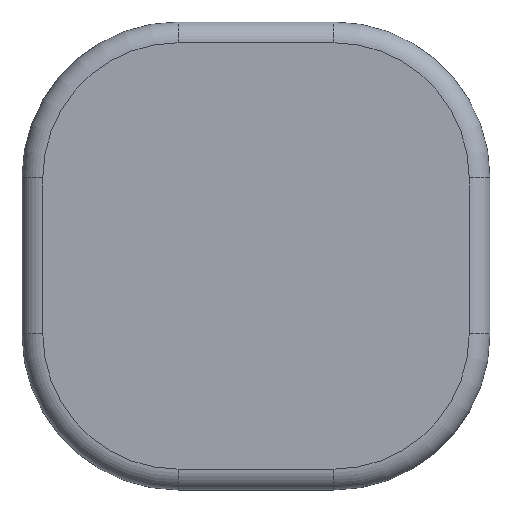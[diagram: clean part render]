
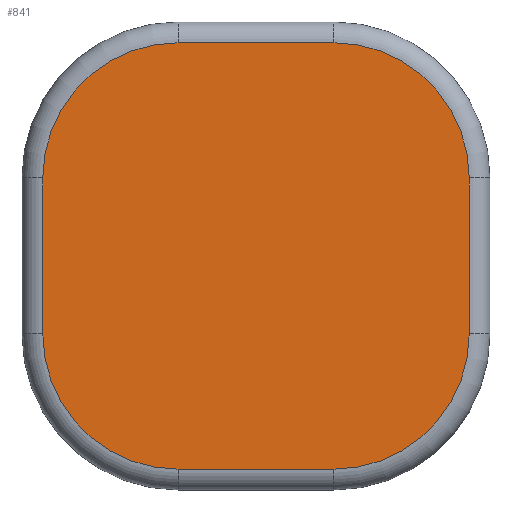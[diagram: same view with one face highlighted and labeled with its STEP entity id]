
A CAD part, top view. The second image highlights one B-rep face of the part: STEP entity #841.
In plain terms, the highlighted face is planar.
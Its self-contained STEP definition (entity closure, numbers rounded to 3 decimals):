
#37=PLANE('',#942);
#110=FACE_OUTER_BOUND('',#170,.T.);
#170=EDGE_LOOP('',(#674,#675,#676,#677,#678,#679,#680,#681));
#248=LINE('',#1450,#308);
#249=LINE('',#1454,#309);
#250=LINE('',#1458,#310);
#251=LINE('',#1462,#311);
#308=VECTOR('',#1145,1000.);
#309=VECTOR('',#1148,1000.);
#310=VECTOR('',#1151,1000.);
#311=VECTOR('',#1154,1000.);
#361=CIRCLE('',#943,13.);
#362=CIRCLE('',#944,13.);
#363=CIRCLE('',#945,13.);
#364=CIRCLE('',#946,13.);
#436=VERTEX_POINT('',#1448);
#437=VERTEX_POINT('',#1449);
#438=VERTEX_POINT('',#1451);
#439=VERTEX_POINT('',#1453);
#440=VERTEX_POINT('',#1455);
#441=VERTEX_POINT('',#1457);
#442=VERTEX_POINT('',#1459);
#443=VERTEX_POINT('',#1461);
#529=EDGE_CURVE('',#436,#437,#248,.T.);
#530=EDGE_CURVE('',#437,#438,#361,.T.);
#531=EDGE_CURVE('',#438,#439,#249,.T.);
#532=EDGE_CURVE('',#439,#440,#362,.T.);
#533=EDGE_CURVE('',#440,#441,#250,.T.);
#534=EDGE_CURVE('',#441,#442,#363,.T.);
#535=EDGE_CURVE('',#442,#443,#251,.T.);
#536=EDGE_CURVE('',#443,#436,#364,.T.);
#674=ORIENTED_EDGE('',*,*,#529,.T.);
#675=ORIENTED_EDGE('',*,*,#530,.T.);
#676=ORIENTED_EDGE('',*,*,#531,.T.);
#677=ORIENTED_EDGE('',*,*,#532,.T.);
#678=ORIENTED_EDGE('',*,*,#533,.T.);
#679=ORIENTED_EDGE('',*,*,#534,.T.);
#680=ORIENTED_EDGE('',*,*,#535,.T.);
#681=ORIENTED_EDGE('',*,*,#536,.T.);
#841=ADVANCED_FACE('',(#110),#37,.F.);
#942=AXIS2_PLACEMENT_3D('',#1447,#1143,#1144);
#943=AXIS2_PLACEMENT_3D('',#1452,#1146,#1147);
#944=AXIS2_PLACEMENT_3D('',#1456,#1149,#1150);
#945=AXIS2_PLACEMENT_3D('',#1460,#1152,#1153);
#946=AXIS2_PLACEMENT_3D('',#1463,#1155,#1156);
#1143=DIRECTION('center_axis',(0.,0.,1.));
#1144=DIRECTION('ref_axis',(1.,0.,0.));
#1145=DIRECTION('',(0.,-1.,0.));
#1146=DIRECTION('center_axis',(0.,0.,-1.));
#1147=DIRECTION('ref_axis',(1.,0.,0.));
#1148=DIRECTION('',(-1.,0.,0.));
#1149=DIRECTION('center_axis',(0.,0.,-1.));
#1150=DIRECTION('ref_axis',(1.,0.,0.));
#1151=DIRECTION('',(0.,1.,0.));
#1152=DIRECTION('center_axis',(0.,0.,-1.));
#1153=DIRECTION('ref_axis',(1.,0.,0.));
#1154=DIRECTION('',(1.,0.,0.));
#1155=DIRECTION('center_axis',(0.,0.,-1.));
#1156=DIRECTION('ref_axis',(1.,0.,0.));
#1447=CARTESIAN_POINT('Origin',(-22.5,22.5,0.));
#1448=CARTESIAN_POINT('',(20.5,7.5,0.));
#1449=CARTESIAN_POINT('',(20.5,-7.5,0.));
#1450=CARTESIAN_POINT('',(20.5,22.5,0.));
#1451=CARTESIAN_POINT('',(7.5,-20.5,0.));
#1452=CARTESIAN_POINT('Origin',(7.5,-7.5,0.));
#1453=CARTESIAN_POINT('',(-7.5,-20.5,0.));
#1454=CARTESIAN_POINT('',(-22.5,-20.5,0.));
#1455=CARTESIAN_POINT('',(-20.5,-7.5,0.));
#1456=CARTESIAN_POINT('Origin',(-7.5,-7.5,0.));
#1457=CARTESIAN_POINT('',(-20.5,7.5,0.));
#1458=CARTESIAN_POINT('',(-20.5,22.5,0.));
#1459=CARTESIAN_POINT('',(-7.5,20.5,0.));
#1460=CARTESIAN_POINT('Origin',(-7.5,7.5,0.));
#1461=CARTESIAN_POINT('',(7.5,20.5,0.));
#1462=CARTESIAN_POINT('',(-22.5,20.5,0.));
#1463=CARTESIAN_POINT('Origin',(7.5,7.5,0.));
